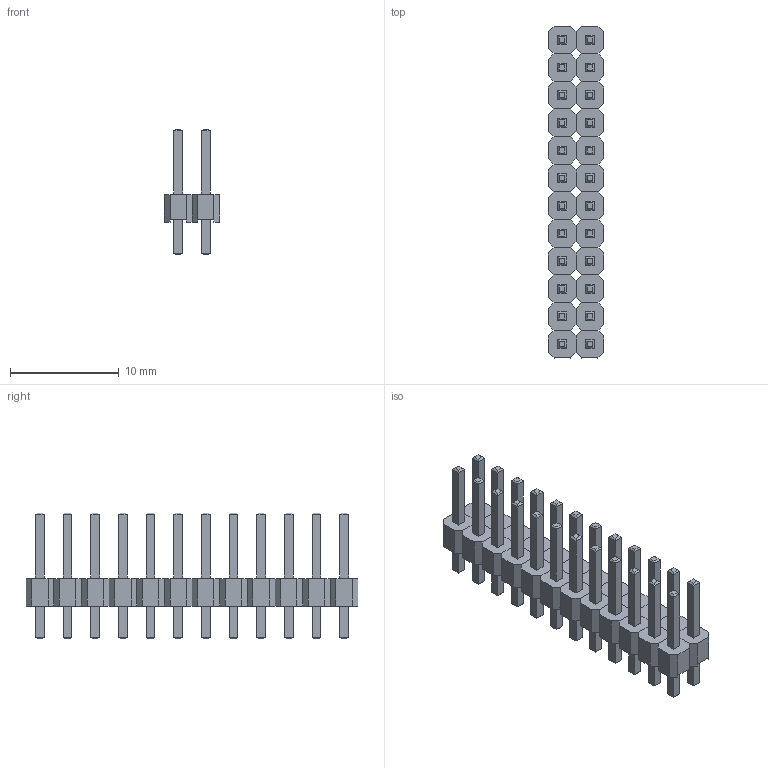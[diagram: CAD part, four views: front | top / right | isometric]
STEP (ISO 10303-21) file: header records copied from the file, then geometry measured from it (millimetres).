
FILE_DESCRIPTION(('FreeCAD Model'),'2;1');
FILE_NAME('2x12.stp', '2015-04-12T19:01:18',('FreeCAD'),('FreeCAD'), 'Open CASCADE STEP processor 6.7','FreeCAD','Unknown');
FILE_SCHEMA(('AUTOMOTIVE_DESIGN_CC2 { 1 2 10303 214 -1 1 5 4 }'));
Length unit declared in the file: millimetre
Products named in the file (2): Array; Array001
Bounding box: 5.08 x 30.48 x 11.54 mm (x, y, z)
Volume: 481.8 mm3; surface area: 1889.5 mm2
Topology: 48 solids, 48 shells, 768 faces, 1728 edges, 1056 vertices
Faces by surface type: plane 768
Entity records: 43230 total; most frequent: CARTESIAN_POINT 7249, DIRECTION 6482, LINE 4944, VECTOR 4944, ORIENTED_EDGE 3456, PCURVE 3456, DEFINITIONAL_REPRESENTATION 3456, EDGE_CURVE 1728
